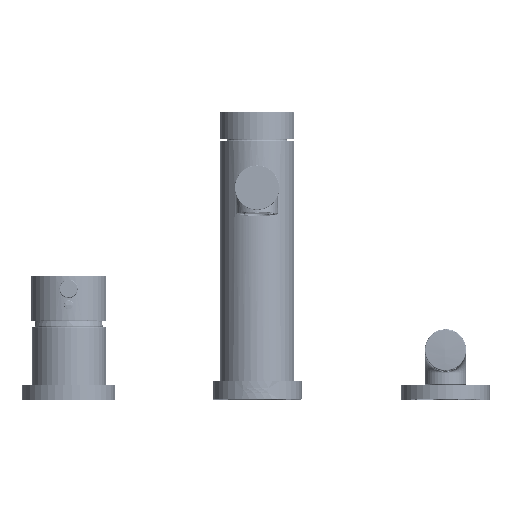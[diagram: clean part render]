
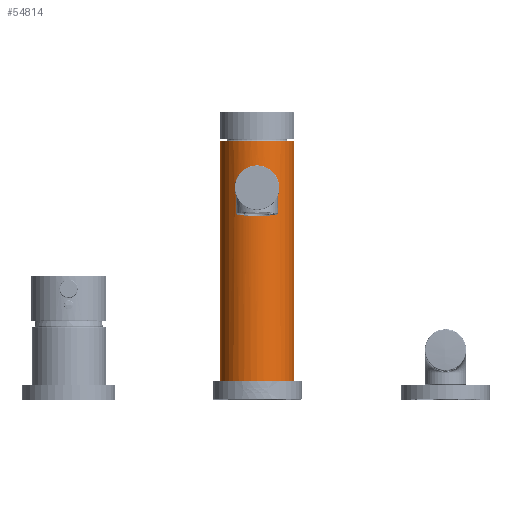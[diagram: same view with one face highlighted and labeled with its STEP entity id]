
A CAD part, top view. The second image highlights one B-rep face of the part: STEP entity #54814.
In plain terms, the highlighted cylindrical face has radius 25 mm (diameter 50 mm), a full revolution.
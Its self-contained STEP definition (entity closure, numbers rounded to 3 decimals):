
#772=B_SPLINE_CURVE_WITH_KNOTS('',3,(#80285,#80286,#80287,#80288,#80289,
#80290,#80291,#80292,#80293,#80294,#80295,#80296,#80297,#80298,#80299,#80300,
#80301,#80302,#80303,#80304,#80305,#80306,#80307,#80308,#80309,#80310,#80311,
#80312,#80313,#80314,#80315,#80316),.UNSPECIFIED.,.T.,.F.,(4,1,1,1,1,1,
1,1,1,1,1,1,1,1,1,1,1,1,1,1,1,1,1,1,1,1,1,1,1,4),(-9.327,-8.994,
-8.66,-8.327,-7.994,-7.661,-7.328,
-6.995,-6.662,-6.218,-5.774,
-5.329,-5.107,-4.885,-4.663,
-4.441,-4.219,-3.997,-3.553,
-3.109,-2.665,-2.443,-2.221,
-1.999,-1.776,-1.332,-0.999,
-0.666,-0.333,0.),.UNSPECIFIED.);
#6742=LINE('',#80329,#8862);
#8862=VECTOR('',#65581,25.);
#10857=CYLINDRICAL_SURFACE('',#58785,25.);
#11521=FACE_BOUND('',#17089,.T.);
#13811=FACE_OUTER_BOUND('',#17088,.T.);
#17088=EDGE_LOOP('',(#38835,#38836,#38837,#38838,#38839,#38840,#38841));
#17089=EDGE_LOOP('',(#38842));
#20780=CIRCLE('',#58786,25.);
#20781=CIRCLE('',#58787,25.);
#20782=CIRCLE('',#58788,25.);
#20783=CIRCLE('',#58789,25.);
#20784=CIRCLE('',#58790,25.);
#24018=VERTEX_POINT('',#80245);
#24023=VERTEX_POINT('',#80324);
#24024=VERTEX_POINT('',#80325);
#24025=VERTEX_POINT('',#80328);
#24026=VERTEX_POINT('',#80330);
#24027=VERTEX_POINT('',#80332);
#29610=EDGE_CURVE('',#24018,#24018,#772,.T.);
#29614=EDGE_CURVE('',#24023,#24024,#20780,.T.);
#29615=EDGE_CURVE('',#24024,#24023,#20781,.T.);
#29616=EDGE_CURVE('',#24024,#24025,#6742,.T.);
#29617=EDGE_CURVE('',#24026,#24025,#20782,.T.);
#29618=EDGE_CURVE('',#24027,#24026,#20783,.T.);
#29619=EDGE_CURVE('',#24025,#24027,#20784,.T.);
#38835=ORIENTED_EDGE('',*,*,#29614,.F.);
#38836=ORIENTED_EDGE('',*,*,#29615,.F.);
#38837=ORIENTED_EDGE('',*,*,#29616,.T.);
#38838=ORIENTED_EDGE('',*,*,#29617,.F.);
#38839=ORIENTED_EDGE('',*,*,#29618,.F.);
#38840=ORIENTED_EDGE('',*,*,#29619,.F.);
#38841=ORIENTED_EDGE('',*,*,#29616,.F.);
#38842=ORIENTED_EDGE('',*,*,#29610,.F.);
#54814=ADVANCED_FACE('',(#13811,#11521),#10857,.T.);
#58785=AXIS2_PLACEMENT_3D('',#80323,#65575,#65576);
#58786=AXIS2_PLACEMENT_3D('',#80326,#65577,#65578);
#58787=AXIS2_PLACEMENT_3D('',#80327,#65579,#65580);
#58788=AXIS2_PLACEMENT_3D('',#80331,#65582,#65583);
#58789=AXIS2_PLACEMENT_3D('',#80333,#65584,#65585);
#58790=AXIS2_PLACEMENT_3D('',#80334,#65586,#65587);
#65575=DIRECTION('center_axis',(0.,-1.,0.));
#65576=DIRECTION('ref_axis',(1.,0.,0.));
#65577=DIRECTION('center_axis',(0.,-1.,0.));
#65578=DIRECTION('ref_axis',(0.,0.,1.));
#65579=DIRECTION('center_axis',(0.,-1.,0.));
#65580=DIRECTION('ref_axis',(0.,0.,1.));
#65581=DIRECTION('',(0.,1.,0.));
#65582=DIRECTION('center_axis',(0.,1.,0.));
#65583=DIRECTION('ref_axis',(-1.,0.,0.));
#65584=DIRECTION('center_axis',(0.,1.,0.));
#65585=DIRECTION('ref_axis',(-1.,0.,0.));
#65586=DIRECTION('center_axis',(0.,1.,0.));
#65587=DIRECTION('ref_axis',(-1.,0.,0.));
#80245=CARTESIAN_POINT('',(-15.099,-0.5,19.925));
#80285=CARTESIAN_POINT('Ctrl Pts',(-15.099,-0.5,
19.925));
#80286=CARTESIAN_POINT('Ctrl Pts',(-15.099,-1.672,
19.925));
#80287=CARTESIAN_POINT('Ctrl Pts',(-14.828,-4.015,
20.135));
#80288=CARTESIAN_POINT('Ctrl Pts',(-13.673,-7.258,
20.954));
#80289=CARTESIAN_POINT('Ctrl Pts',(-11.888,-10.097,
22.034));
#80290=CARTESIAN_POINT('Ctrl Pts',(-9.55,-12.47,
23.161));
#80291=CARTESIAN_POINT('Ctrl Pts',(-6.719,-14.299,
24.149));
#80292=CARTESIAN_POINT('Ctrl Pts',(-3.481,-15.477,
24.835));
#80293=CARTESIAN_POINT('Ctrl Pts',(-0.001,-15.887,
25.082));
#80294=CARTESIAN_POINT('Ctrl Pts',(3.869,-15.432,24.808));
#80295=CARTESIAN_POINT('Ctrl Pts',(7.773,-13.835,23.879));
#80296=CARTESIAN_POINT('Ctrl Pts',(11.235,-11.006,22.417));
#80297=CARTESIAN_POINT('Ctrl Pts',(13.335,-7.926,21.17));
#80298=CARTESIAN_POINT('Ctrl Pts',(14.454,-5.104,20.403));
#80299=CARTESIAN_POINT('Ctrl Pts',(14.979,-2.844,20.017));
#80300=CARTESIAN_POINT('Ctrl Pts',(15.159,-0.5,
19.879));
#80301=CARTESIAN_POINT('Ctrl Pts',(14.979,1.844,20.017));
#80302=CARTESIAN_POINT('Ctrl Pts',(14.454,4.104,20.403));
#80303=CARTESIAN_POINT('Ctrl Pts',(13.335,6.926,21.17));
#80304=CARTESIAN_POINT('Ctrl Pts',(11.236,10.006,22.417));
#80305=CARTESIAN_POINT('Ctrl Pts',(7.772,12.835,23.879));
#80306=CARTESIAN_POINT('Ctrl Pts',(4.224,14.286,24.724));
#80307=CARTESIAN_POINT('Ctrl Pts',(1.165,14.765,25.008));
#80308=CARTESIAN_POINT('Ctrl Pts',(-1.165,14.765,25.009));
#80309=CARTESIAN_POINT('Ctrl Pts',(-3.458,14.405,24.794));
#80310=CARTESIAN_POINT('Ctrl Pts',(-6.375,13.473,24.251));
#80311=CARTESIAN_POINT('Ctrl Pts',(-9.291,11.733,23.286));
#80312=CARTESIAN_POINT('Ctrl Pts',(-11.888,9.097,22.034));
#80313=CARTESIAN_POINT('Ctrl Pts',(-13.674,6.258,20.954));
#80314=CARTESIAN_POINT('Ctrl Pts',(-14.828,3.015,20.135));
#80315=CARTESIAN_POINT('Ctrl Pts',(-15.099,0.672,
19.925));
#80316=CARTESIAN_POINT('Ctrl Pts',(-15.099,-0.5,
19.925));
#80323=CARTESIAN_POINT('Origin',(0.,139.5,0.));
#80324=CARTESIAN_POINT('',(0.,-32.25,-25.));
#80325=CARTESIAN_POINT('',(-25.,-32.25,0.));
#80326=CARTESIAN_POINT('Origin',(0.,-32.25,0.));
#80327=CARTESIAN_POINT('Origin',(0.,-32.25,0.));
#80328=CARTESIAN_POINT('',(-25.,129.25,0.));
#80329=CARTESIAN_POINT('',(-25.,139.5,0.));
#80330=CARTESIAN_POINT('',(25.,129.25,0.));
#80331=CARTESIAN_POINT('Origin',(0.,129.25,0.));
#80332=CARTESIAN_POINT('',(0.,129.25,25.));
#80333=CARTESIAN_POINT('Origin',(0.,129.25,0.));
#80334=CARTESIAN_POINT('Origin',(0.,129.25,0.));
